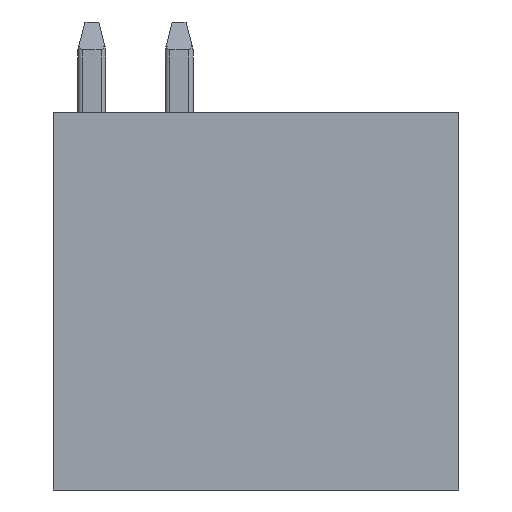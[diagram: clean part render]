
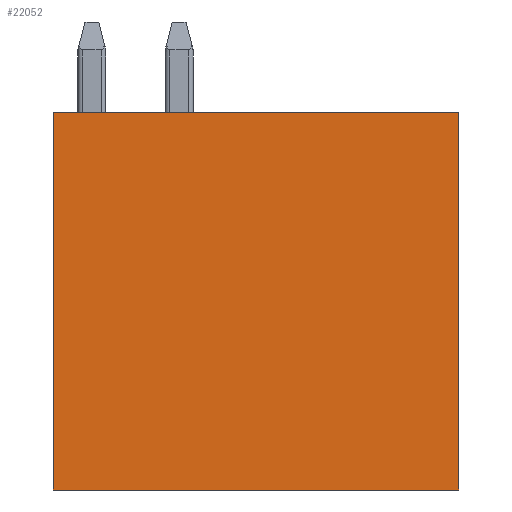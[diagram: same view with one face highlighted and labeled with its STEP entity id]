
A CAD part, front view. The second image highlights one B-rep face of the part: STEP entity #22052.
In plain terms, the highlighted planar face has unit normal (0, -1, 0).
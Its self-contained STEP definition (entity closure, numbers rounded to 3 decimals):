
#5351=DIRECTION('',(0.,0.,1.));
#5352=VECTOR('',#5351,10.8);
#5353=CARTESIAN_POINT('',(-5.49,-39.3,-6.62));
#5354=LINE('',#5353,#5352);
#5355=DIRECTION('',(1.,0.,0.));
#5356=VECTOR('',#5355,11.6);
#5357=CARTESIAN_POINT('',(-5.49,-39.3,4.18));
#5358=LINE('',#5357,#5356);
#5359=DIRECTION('',(0.,0.,-1.));
#5360=VECTOR('',#5359,10.8);
#5361=CARTESIAN_POINT('',(6.11,-39.3,4.18));
#5362=LINE('',#5361,#5360);
#5363=DIRECTION('',(-1.,0.,0.));
#5364=VECTOR('',#5363,11.6);
#5365=CARTESIAN_POINT('',(6.11,-39.3,-6.62));
#5366=LINE('',#5365,#5364);
#13137=CARTESIAN_POINT('',(-5.49,-39.3,-6.62));
#13138=CARTESIAN_POINT('',(-5.49,-39.3,4.18));
#13139=VERTEX_POINT('',#13137);
#13140=VERTEX_POINT('',#13138);
#13141=CARTESIAN_POINT('',(6.11,-39.3,4.18));
#13142=VERTEX_POINT('',#13141);
#13143=CARTESIAN_POINT('',(6.11,-39.3,-6.62));
#13144=VERTEX_POINT('',#13143);
#22041=CARTESIAN_POINT('',(0.,-39.3,0.));
#22042=DIRECTION('',(0.,1.,0.));
#22043=DIRECTION('',(1.,0.,0.));
#22044=AXIS2_PLACEMENT_3D('',#22041,#22042,#22043);
#22045=PLANE('',#22044);
#22046=ORIENTED_EDGE('',*,*,#16335,.T.);
#22047=ORIENTED_EDGE('',*,*,#16612,.T.);
#22048=ORIENTED_EDGE('',*,*,#16711,.T.);
#22049=ORIENTED_EDGE('',*,*,#22035,.T.);
#22050=EDGE_LOOP('',(#22046,#22047,#22048,#22049));
#22051=FACE_OUTER_BOUND('',#22050,.F.);
#22052=ADVANCED_FACE('',(#22051),#22045,.F.);
#16335=EDGE_CURVE('',#13139,#13140,#5354,.T.);
#16612=EDGE_CURVE('',#13140,#13142,#5358,.T.);
#16711=EDGE_CURVE('',#13142,#13144,#5362,.T.);
#22035=EDGE_CURVE('',#13144,#13139,#5366,.T.);
